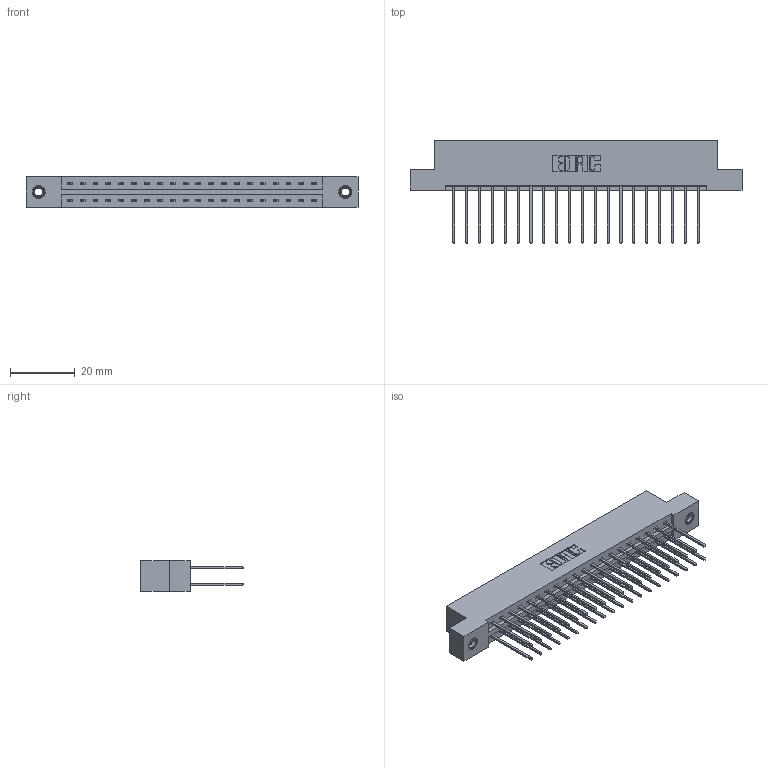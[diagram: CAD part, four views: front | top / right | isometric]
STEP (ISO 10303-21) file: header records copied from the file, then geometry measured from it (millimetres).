
FILE_DESCRIPTION (( 'STEP AP203' ), '1' );
FILE_NAME ('337-040-542-207.STEP', '2019-10-09T11:36:33', ( '' ), ( '' ), 'SwSTEP 2.0', 'SolidWorks 2016', '' );
FILE_SCHEMA (( 'CONFIG_CONTROL_DESIGN' ));
Length unit declared in the file: inch
Products named in the file (4): 345-250-001_345-250-005-103; 337 Part_Flush Mounting Lugs - 0.156 Dia-TI; 337-040-542-207; 345-292-001_345-293-142
Assembly tree (43 placements, depth 2):
  337-040-542-207
    337 Part_Flush Mounting Lugs - 0.156 Dia-TI
    345-292-001_345-293-142  x40
    345-250-001_345-250-005-103  x2
Bounding box: 102.26 x 31.63 x 9.4 mm (x, y, z)
Volume: 10657.1 mm3; surface area: 12799.7 mm2
Topology: 43 solids, 43 shells, 2334 faces, 6887 edges, 4530 vertices
Faces by surface type: plane 1622, cylinder 696, cone 12, torus 4
Entity records: 19556 total; most frequent: CARTESIAN_POINT 3293, ORIENTED_EDGE 3222, DIRECTION 2873, EDGE_CURVE 1611, LINE 1463, VECTOR 1463, VERTEX_POINT 1068, AXIS2_PLACEMENT_3D 705
